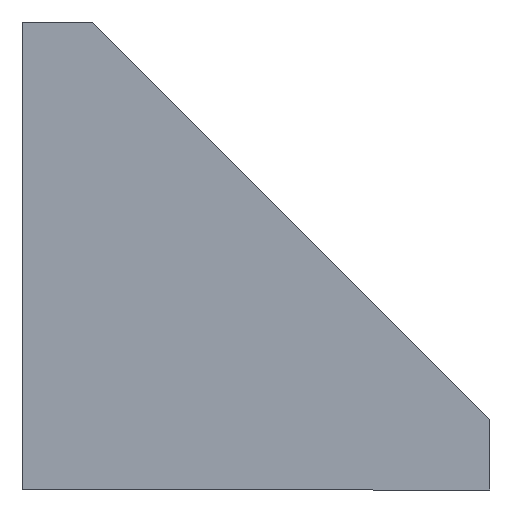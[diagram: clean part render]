
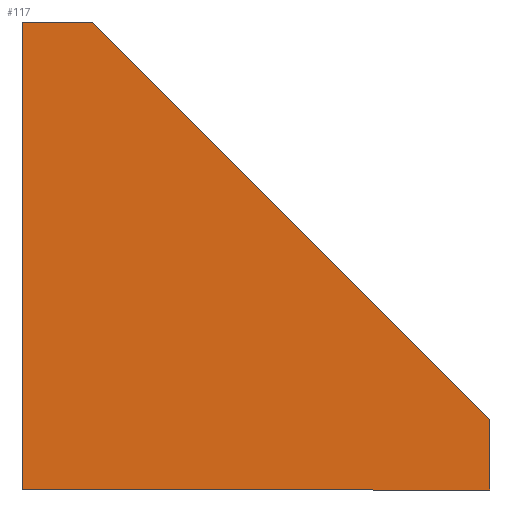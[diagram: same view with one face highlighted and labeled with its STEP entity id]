
A CAD part, left-side view. The second image highlights one B-rep face of the part: STEP entity #117.
In plain terms, the highlighted planar face has unit normal (-1, 0, 0).
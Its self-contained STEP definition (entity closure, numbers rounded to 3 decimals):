
#18 = ORIENTED_EDGE ( 'NONE', *, *, #599, .F. ) ;
#28 = ORIENTED_EDGE ( 'NONE', *, *, #647, .F. ) ;
#54 = EDGE_CURVE ( 'NONE', #130, #481, #366, .T. ) ;
#73 = CARTESIAN_POINT ( 'NONE',  ( -8.5, -10., 10. ) ) ;
#80 = LINE ( 'NONE', #85, #485 ) ;
#82 = ORIENTED_EDGE ( 'NONE', *, *, #421, .F. ) ;
#85 = CARTESIAN_POINT ( 'NONE',  ( -8.5, -11.5, 11.5 ) ) ;
#86 = VERTEX_POINT ( 'NONE', #538 ) ;
#97 = DIRECTION ( 'NONE',  ( 0., 0., -1. ) ) ;
#117 = ADVANCED_FACE ( 'NONE', ( #175 ), #127, .F. ) ;
#127 = PLANE ( 'NONE',  #157 ) ;
#130 = VERTEX_POINT ( 'NONE', #450 ) ;
#152 = LINE ( 'NONE', #202, #662 ) ;
#157 = AXIS2_PLACEMENT_3D ( 'NONE', #73, #231, #401 ) ;
#170 = CARTESIAN_POINT ( 'NONE',  ( -8.5, 0., 0. ) ) ;
#173 = EDGE_CURVE ( 'NONE', #378, #86, #80, .T. ) ;
#175 = FACE_OUTER_BOUND ( 'NONE', #652, .T. ) ;
#177 = DIRECTION ( 'NONE',  ( 0., -1., 0. ) ) ;
#202 = CARTESIAN_POINT ( 'NONE',  ( -8.5, -20., 1.5 ) ) ;
#231 = DIRECTION ( 'NONE',  ( 1., 0., 0. ) ) ;
#236 = VECTOR ( 'NONE', #177, 1000. ) ;
#242 = LINE ( 'NONE', #632, #236 ) ;
#250 = VECTOR ( 'NONE', #268, 1000. ) ;
#252 = ORIENTED_EDGE ( 'NONE', *, *, #54, .F. ) ;
#268 = DIRECTION ( 'NONE',  ( 0., 0., 1. ) ) ;
#324 = DIRECTION ( 'NONE',  ( 0., 1., 0. ) ) ;
#366 = LINE ( 'NONE', #375, #424 ) ;
#375 = CARTESIAN_POINT ( 'NONE',  ( -8.5, -10., 0. ) ) ;
#378 = VERTEX_POINT ( 'NONE', #479 ) ;
#401 = DIRECTION ( 'NONE',  ( 0., 1., 0. ) ) ;
#421 = EDGE_CURVE ( 'NONE', #481, #460, #429, .T. ) ;
#424 = VECTOR ( 'NONE', #324, 1000. ) ;
#425 = CARTESIAN_POINT ( 'NONE',  ( -8.5, 0., 20. ) ) ;
#427 = CARTESIAN_POINT ( 'NONE',  ( -8.5, 0., 10. ) ) ;
#429 = LINE ( 'NONE', #427, #250 ) ;
#450 = CARTESIAN_POINT ( 'NONE',  ( -8.5, -20., 0. ) ) ;
#460 = VERTEX_POINT ( 'NONE', #425 ) ;
#479 = CARTESIAN_POINT ( 'NONE',  ( -8.5, -3., 20. ) ) ;
#481 = VERTEX_POINT ( 'NONE', #170 ) ;
#485 = VECTOR ( 'NONE', #542, 1000. ) ;
#538 = CARTESIAN_POINT ( 'NONE',  ( -8.5, -20., 3. ) ) ;
#542 = DIRECTION ( 'NONE',  ( 0., -0.707, -0.707 ) ) ;
#599 = EDGE_CURVE ( 'NONE', #460, #378, #242, .T. ) ;
#612 = ORIENTED_EDGE ( 'NONE', *, *, #173, .F. ) ;
#632 = CARTESIAN_POINT ( 'NONE',  ( -8.5, -1.5, 20. ) ) ;
#647 = EDGE_CURVE ( 'NONE', #86, #130, #152, .T. ) ;
#652 = EDGE_LOOP ( 'NONE', ( #28, #612, #18, #82, #252 ) ) ;
#662 = VECTOR ( 'NONE', #97, 1000. ) ;
